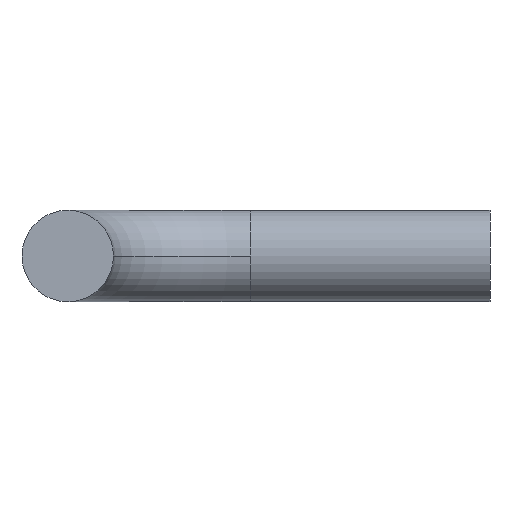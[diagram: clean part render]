
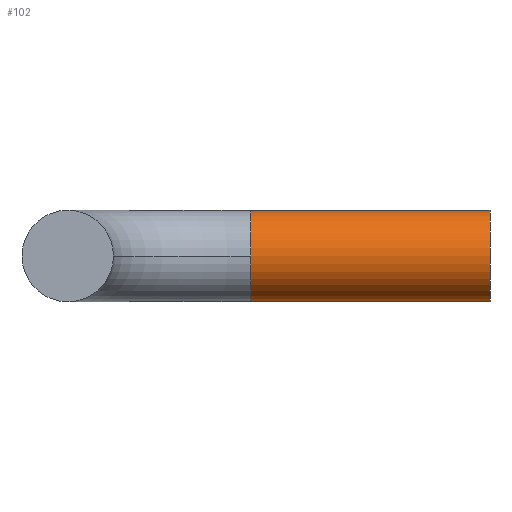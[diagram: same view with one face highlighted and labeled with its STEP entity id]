
A CAD part, front view. The second image highlights one B-rep face of the part: STEP entity #102.
In plain terms, the highlighted cylindrical face has radius 0.325 mm (diameter 0.65 mm), a partial arc.
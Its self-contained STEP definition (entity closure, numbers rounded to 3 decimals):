
#25 = DIRECTION ( 'NONE',  ( 0., 0., -1. ) ) ;
#27 = CARTESIAN_POINT ( 'NONE',  ( 1.3, 3.5, 0.325 ) ) ;
#32 = ORIENTED_EDGE ( 'NONE', *, *, #158, .F. ) ;
#37 = AXIS2_PLACEMENT_3D ( 'NONE', #163, #193, #50 ) ;
#43 = AXIS2_PLACEMENT_3D ( 'NONE', #123, #173, #272 ) ;
#50 = DIRECTION ( 'NONE',  ( 0., 0., 1. ) ) ;
#52 = DIRECTION ( 'NONE',  ( 0., 0., -1. ) ) ;
#55 = EDGE_CURVE ( 'NONE', #176, #66, #188, .T. ) ;
#65 = CYLINDRICAL_SURFACE ( 'NONE', #37, 0.325 ) ;
#66 = VERTEX_POINT ( 'NONE', #187 ) ;
#72 = CARTESIAN_POINT ( 'NONE',  ( 3., 3.5, 0.325 ) ) ;
#83 = EDGE_CURVE ( 'NONE', #66, #228, #177, .T. ) ;
#97 = CARTESIAN_POINT ( 'NONE',  ( 3., 3.5, -0.325 ) ) ;
#102 = ADVANCED_FACE ( 'NONE', ( #194 ), #65, .T. ) ;
#114 = VECTOR ( 'NONE', #218, 1000. ) ;
#117 = ORIENTED_EDGE ( 'NONE', *, *, #180, .T. ) ;
#118 = DIRECTION ( 'NONE',  ( -1., 0., 0. ) ) ;
#123 = CARTESIAN_POINT ( 'NONE',  ( 3., 3.5, 0. ) ) ;
#133 = VERTEX_POINT ( 'NONE', #97 ) ;
#135 = CARTESIAN_POINT ( 'NONE',  ( 1.3, 3.5, 0. ) ) ;
#139 = CARTESIAN_POINT ( 'NONE',  ( 1.3, 3.5, 0. ) ) ;
#141 = ORIENTED_EDGE ( 'NONE', *, *, #142, .T. ) ;
#142 = EDGE_CURVE ( 'NONE', #266, #228, #285, .T. ) ;
#158 = EDGE_CURVE ( 'NONE', #133, #176, #313, .T. ) ;
#162 = CARTESIAN_POINT ( 'NONE',  ( 1.3, 3.5, -0.325 ) ) ;
#163 = CARTESIAN_POINT ( 'NONE',  ( 3., 3.5, 0. ) ) ;
#172 = ORIENTED_EDGE ( 'NONE', *, *, #83, .F. ) ;
#173 = DIRECTION ( 'NONE',  ( -1., 0., 0. ) ) ;
#176 = VERTEX_POINT ( 'NONE', #162 ) ;
#177 = CIRCLE ( 'NONE', #289, 0.325 ) ;
#180 = EDGE_CURVE ( 'NONE', #133, #266, #252, .T. ) ;
#187 = CARTESIAN_POINT ( 'NONE',  ( 1.3, 3.175, 0. ) ) ;
#188 = CIRCLE ( 'NONE', #306, 0.325 ) ;
#193 = DIRECTION ( 'NONE',  ( -1., 0., 0. ) ) ;
#194 = FACE_OUTER_BOUND ( 'NONE', #259, .T. ) ;
#198 = CARTESIAN_POINT ( 'NONE',  ( 3., 3.5, 0.325 ) ) ;
#218 = DIRECTION ( 'NONE',  ( -1., 0., 0. ) ) ;
#228 = VERTEX_POINT ( 'NONE', #27 ) ;
#244 = CARTESIAN_POINT ( 'NONE',  ( 3., 3.5, -0.325 ) ) ;
#250 = ORIENTED_EDGE ( 'NONE', *, *, #55, .F. ) ;
#252 = CIRCLE ( 'NONE', #43, 0.325 ) ;
#259 = EDGE_LOOP ( 'NONE', ( #32, #117, #141, #172, #250 ) ) ;
#266 = VERTEX_POINT ( 'NONE', #198 ) ;
#272 = DIRECTION ( 'NONE',  ( 0., 0., -1. ) ) ;
#285 = LINE ( 'NONE', #72, #322 ) ;
#289 = AXIS2_PLACEMENT_3D ( 'NONE', #139, #297, #25 ) ;
#297 = DIRECTION ( 'NONE',  ( -1., 0., 0. ) ) ;
#306 = AXIS2_PLACEMENT_3D ( 'NONE', #135, #318, #52 ) ;
#313 = LINE ( 'NONE', #244, #114 ) ;
#318 = DIRECTION ( 'NONE',  ( -1., 0., 0. ) ) ;
#322 = VECTOR ( 'NONE', #118, 1000. ) ;
